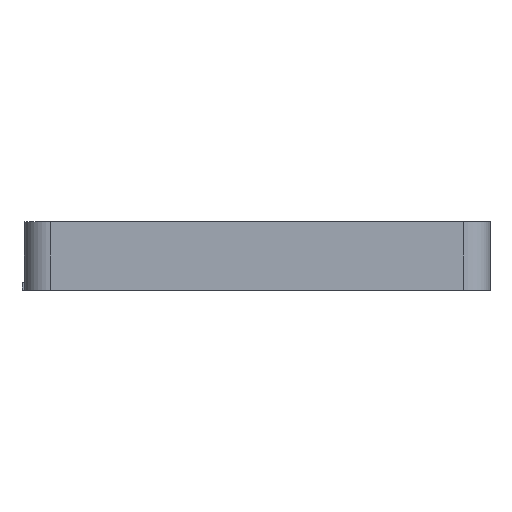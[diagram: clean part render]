
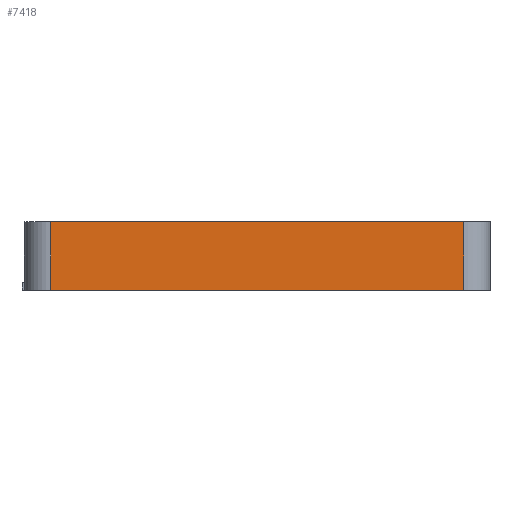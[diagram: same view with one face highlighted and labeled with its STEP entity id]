
A CAD part, left-side view. The second image highlights one B-rep face of the part: STEP entity #7418.
In plain terms, the highlighted planar face has unit normal (-1, 0, 0).
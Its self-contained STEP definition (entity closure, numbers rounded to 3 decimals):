
#606=PLANE('',#7858);
#808=FACE_OUTER_BOUND('',#1226,.T.);
#1226=EDGE_LOOP('',(#5129,#5130,#5131,#5132));
#1697=LINE('',#9531,#2407);
#1711=LINE('',#9572,#2421);
#1712=LINE('',#9575,#2422);
#1713=LINE('',#9576,#2423);
#2407=VECTOR('',#8179,10.);
#2421=VECTOR('',#8213,10.);
#2422=VECTOR('',#8216,10.);
#2423=VECTOR('',#8217,10.);
#3200=VERTEX_POINT('',#9528);
#3201=VERTEX_POINT('',#9530);
#3218=VERTEX_POINT('',#9570);
#3219=VERTEX_POINT('',#9574);
#3961=EDGE_CURVE('',#3200,#3201,#1697,.T.);
#3982=EDGE_CURVE('',#3218,#3200,#1711,.T.);
#3983=EDGE_CURVE('',#3218,#3219,#1712,.T.);
#3984=EDGE_CURVE('',#3201,#3219,#1713,.T.);
#5129=ORIENTED_EDGE('',*,*,#3982,.F.);
#5130=ORIENTED_EDGE('',*,*,#3983,.T.);
#5131=ORIENTED_EDGE('',*,*,#3984,.F.);
#5132=ORIENTED_EDGE('',*,*,#3961,.F.);
#7418=ADVANCED_FACE('',(#808),#606,.T.);
#7858=AXIS2_PLACEMENT_3D('',#9573,#8214,#8215);
#8179=DIRECTION('',(0.,-1.,0.));
#8213=DIRECTION('',(0.,0.,1.));
#8214=DIRECTION('center_axis',(-1.,0.,0.));
#8215=DIRECTION('ref_axis',(0.,-1.,0.));
#8216=DIRECTION('',(0.,-1.,0.));
#8217=DIRECTION('',(0.,0.,-1.));
#9528=CARTESIAN_POINT('',(-34.5,29.5,13.));
#9530=CARTESIAN_POINT('',(-34.5,-48.5,13.));
#9531=CARTESIAN_POINT('',(-34.5,34.5,13.));
#9570=CARTESIAN_POINT('',(-34.5,29.5,0.));
#9572=CARTESIAN_POINT('',(-34.5,29.5,0.));
#9573=CARTESIAN_POINT('Origin',(-34.5,34.5,0.));
#9574=CARTESIAN_POINT('',(-34.5,-48.5,0.));
#9575=CARTESIAN_POINT('',(-34.5,34.5,0.));
#9576=CARTESIAN_POINT('',(-34.5,-48.5,0.));
